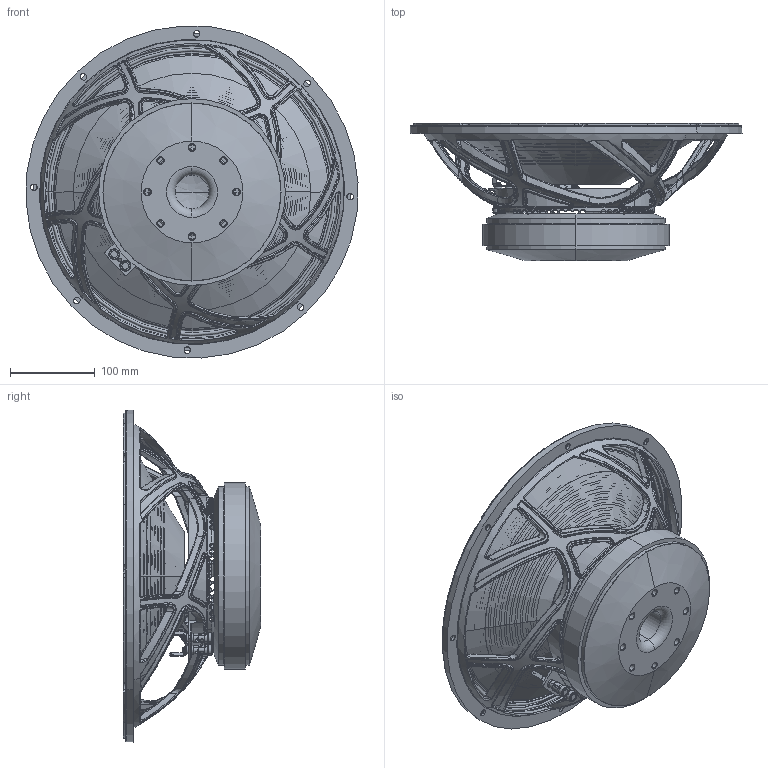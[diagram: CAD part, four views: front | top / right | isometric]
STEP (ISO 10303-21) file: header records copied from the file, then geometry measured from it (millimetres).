
FILE_DESCRIPTION (( 'STEP AP214' ), '1' );
FILE_NAME ('063 3D.STEP', '2023-04-23T00:53:36', ( '' ), ( '' ), 'SwSTEP 2.0', 'SolidWorks 2020', '' );
FILE_SCHEMA (( 'AUTOMOTIVE_DESIGN' ));
Length unit declared in the file: millimetre
Products named in the file (1): 063 3D
Bounding box: 391.41 x 161.9 x 391.41 mm (x, y, z)
Surface area: 629567 mm2 (no closed solid volume)
Topology: 0 solids, 57 shells, 1226 faces, 4138 edges, 2850 vertices
Faces by surface type: bspline 675, torus 209, cylinder 138, cone 135, plane 69
Entity records: 101989 total; most frequent: CARTESIAN_POINT 58534, ORIENTED_EDGE 6412, DIRECTION 5075, EDGE_CURVE 4127, VERTEX_POINT 2850, AXIS2_PLACEMENT_3D 2282, B_SPLINE_CURVE_WITH_KNOTS 1868, CIRCLE 1730
